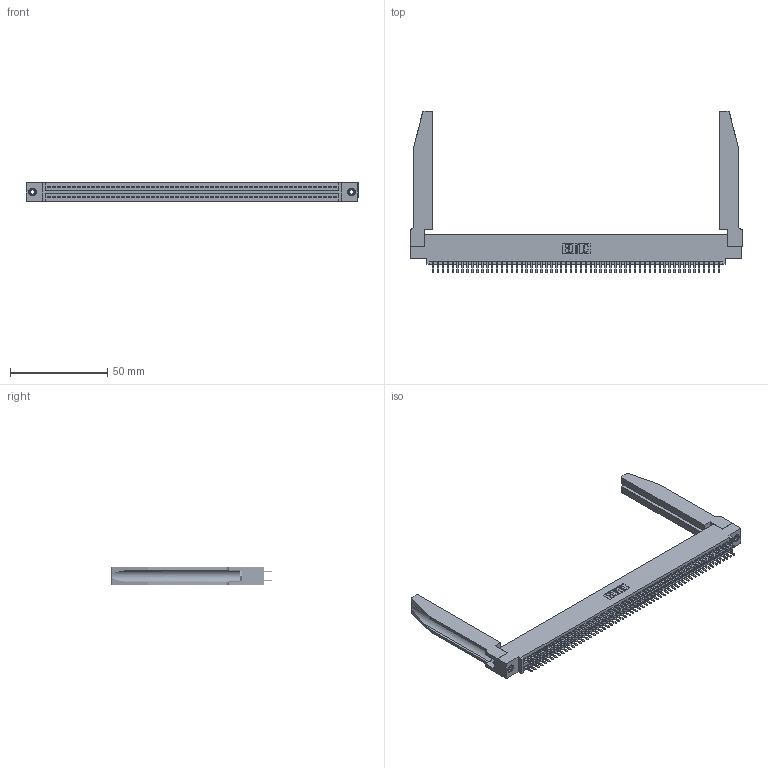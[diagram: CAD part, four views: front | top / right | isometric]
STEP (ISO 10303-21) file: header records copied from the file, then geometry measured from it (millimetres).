
FILE_DESCRIPTION (( 'STEP AP203' ), '1' );
FILE_NAME ('395-118-520-578.STEP', '2019-10-27T23:11:38', ( '' ), ( '' ), 'SwSTEP 2.0', 'SolidWorks 2016', '' );
FILE_SCHEMA (( 'CONFIG_CONTROL_DESIGN' ));
Length unit declared in the file: inch
Products named in the file (5): 345-292-001_345-293-120; 345 Part_0.110 Offset - 0.156 Dia-TH; 345-250-001_345-250-001-102; 345-220-078_345-220-078; 395-118-520-578
Assembly tree (123 placements, depth 2):
  395-118-520-578
    345 Part_0.110 Offset - 0.156 Dia-TH
    345-292-001_345-293-120  x118
    345-250-001_345-250-001-102  x2
    345-220-078_345-220-078  x2
Bounding box: 171.09 x 83.44 x 9.4 mm (x, y, z)
Volume: 24423.3 mm3; surface area: 31765.9 mm2
Topology: 123 solids, 123 shells, 6736 faces, 19487 edges, 12666 vertices
Faces by surface type: plane 4356, cylinder 2328, bspline 36, cone 12, torus 4
Entity records: 48990 total; most frequent: CARTESIAN_POINT 9127, ORIENTED_EDGE 7946, DIRECTION 7007, EDGE_CURVE 3973, LINE 3507, VECTOR 3507, VERTEX_POINT 2640, AXIS2_PLACEMENT_3D 1750
